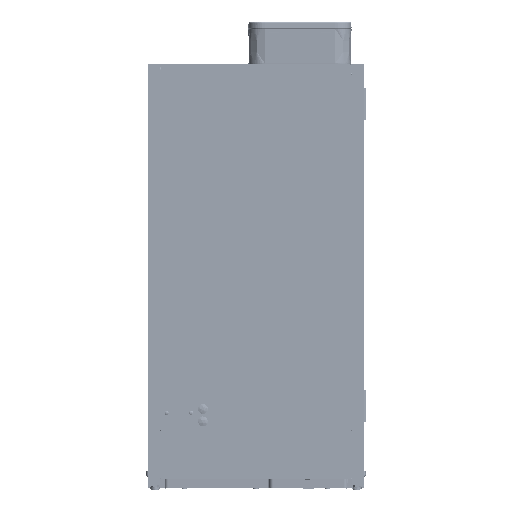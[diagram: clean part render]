
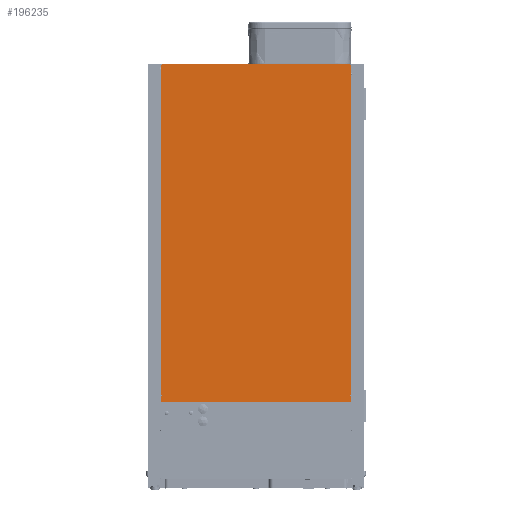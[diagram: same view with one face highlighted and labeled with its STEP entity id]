
A CAD part, front view. The second image highlights one B-rep face of the part: STEP entity #196235.
In plain terms, the highlighted planar face has unit normal (0, -1, 0).
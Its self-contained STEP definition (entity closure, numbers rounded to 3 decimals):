
#5272=CIRCLE('',#207233,0.25);
#5273=CIRCLE('',#207234,0.25);
#10286=B_SPLINE_CURVE_WITH_KNOTS('',3,(#279585,#279586,#279587,#279588,
#279589,#279590,#279591,#279592),.UNSPECIFIED.,.F.,.F.,(4,2,2,4),(29.031,
29.041,29.092,29.108),.UNSPECIFIED.);
#10287=B_SPLINE_CURVE_WITH_KNOTS('',3,(#279616,#279617,#279618,#279619,
#279620,#279621),.UNSPECIFIED.,.F.,.F.,(4,2,4),(0.072,0.086,
0.105),.UNSPECIFIED.);
#16230=FACE_OUTER_BOUND('',#26394,.T.);
#26394=EDGE_LOOP('',(#129551,#129552,#129553,#129554,#129555,#129556,#129557,
#129558,#129559,#129560,#129561,#129562,#129563,#129564,#129565,#129566));
#39694=LINE('',#279583,#58343);
#39695=LINE('',#279594,#58344);
#39696=LINE('',#279596,#58345);
#39697=LINE('',#279600,#58346);
#39698=LINE('',#279602,#58347);
#39699=LINE('',#279604,#58348);
#39700=LINE('',#279606,#58349);
#39701=LINE('',#279608,#58350);
#39702=LINE('',#279612,#58351);
#39703=LINE('',#279614,#58352);
#39704=LINE('',#279623,#58353);
#39705=LINE('',#279624,#58354);
#58343=VECTOR('',#227173,10.);
#58344=VECTOR('',#227174,10.);
#58345=VECTOR('',#227175,10.);
#58346=VECTOR('',#227178,10.);
#58347=VECTOR('',#227179,10.);
#58348=VECTOR('',#227180,10.);
#58349=VECTOR('',#227181,10.);
#58350=VECTOR('',#227182,10.);
#58351=VECTOR('',#227185,10.);
#58352=VECTOR('',#227186,10.);
#58353=VECTOR('',#227187,10.);
#58354=VECTOR('',#227188,10.);
#76955=VERTEX_POINT('',#279581);
#76956=VERTEX_POINT('',#279582);
#76957=VERTEX_POINT('',#279584);
#76958=VERTEX_POINT('',#279593);
#76959=VERTEX_POINT('',#279595);
#76960=VERTEX_POINT('',#279597);
#76961=VERTEX_POINT('',#279599);
#76962=VERTEX_POINT('',#279601);
#76963=VERTEX_POINT('',#279603);
#76964=VERTEX_POINT('',#279605);
#76965=VERTEX_POINT('',#279607);
#76966=VERTEX_POINT('',#279609);
#76967=VERTEX_POINT('',#279611);
#76968=VERTEX_POINT('',#279613);
#76969=VERTEX_POINT('',#279615);
#76970=VERTEX_POINT('',#279622);
#97257=EDGE_CURVE('',#76955,#76956,#39694,.T.);
#97258=EDGE_CURVE('',#76957,#76955,#10286,.T.);
#97259=EDGE_CURVE('',#76958,#76957,#39695,.T.);
#97260=EDGE_CURVE('',#76959,#76958,#39696,.T.);
#97261=EDGE_CURVE('',#76959,#76960,#5272,.T.);
#97262=EDGE_CURVE('',#76960,#76961,#39697,.T.);
#97263=EDGE_CURVE('',#76962,#76961,#39698,.T.);
#97264=EDGE_CURVE('',#76963,#76962,#39699,.T.);
#97265=EDGE_CURVE('',#76963,#76964,#39700,.T.);
#97266=EDGE_CURVE('',#76964,#76965,#39701,.T.);
#97267=EDGE_CURVE('',#76965,#76966,#5273,.T.);
#97268=EDGE_CURVE('',#76966,#76967,#39702,.T.);
#97269=EDGE_CURVE('',#76967,#76968,#39703,.T.);
#97270=EDGE_CURVE('',#76969,#76968,#10287,.T.);
#97271=EDGE_CURVE('',#76970,#76969,#39704,.T.);
#97272=EDGE_CURVE('',#76956,#76970,#39705,.T.);
#129551=ORIENTED_EDGE('',*,*,#97257,.F.);
#129552=ORIENTED_EDGE('',*,*,#97258,.F.);
#129553=ORIENTED_EDGE('',*,*,#97259,.F.);
#129554=ORIENTED_EDGE('',*,*,#97260,.F.);
#129555=ORIENTED_EDGE('',*,*,#97261,.T.);
#129556=ORIENTED_EDGE('',*,*,#97262,.T.);
#129557=ORIENTED_EDGE('',*,*,#97263,.F.);
#129558=ORIENTED_EDGE('',*,*,#97264,.F.);
#129559=ORIENTED_EDGE('',*,*,#97265,.T.);
#129560=ORIENTED_EDGE('',*,*,#97266,.T.);
#129561=ORIENTED_EDGE('',*,*,#97267,.T.);
#129562=ORIENTED_EDGE('',*,*,#97268,.T.);
#129563=ORIENTED_EDGE('',*,*,#97269,.T.);
#129564=ORIENTED_EDGE('',*,*,#97270,.F.);
#129565=ORIENTED_EDGE('',*,*,#97271,.F.);
#129566=ORIENTED_EDGE('',*,*,#97272,.F.);
#180401=PLANE('',#207232);
#196235=ADVANCED_FACE('',(#16230),#180401,.F.);
#207232=AXIS2_PLACEMENT_3D('',#279580,#227171,#227172);
#207233=AXIS2_PLACEMENT_3D('',#279598,#227176,#227177);
#207234=AXIS2_PLACEMENT_3D('',#279610,#227183,#227184);
#227171=DIRECTION('center_axis',(0.,1.,0.));
#227172=DIRECTION('ref_axis',(0.,0.,
1.));
#227173=DIRECTION('',(0.,0.,1.));
#227174=DIRECTION('',(0.,0.,1.));
#227175=DIRECTION('',(-1.,0.,0.));
#227176=DIRECTION('center_axis',(0.,1.,0.));
#227177=DIRECTION('ref_axis',(0.,0.,
1.));
#227178=DIRECTION('',(-1.,0.,0.));
#227179=DIRECTION('',(0.,0.,1.));
#227180=DIRECTION('',(-1.,0.,0.));
#227181=DIRECTION('',(0.,0.,1.));
#227182=DIRECTION('',(-1.,0.,0.));
#227183=DIRECTION('center_axis',(0.,1.,0.));
#227184=DIRECTION('ref_axis',(0.,0.,
1.));
#227185=DIRECTION('',(1.,0.,0.));
#227186=DIRECTION('',(0.,0.,1.));
#227187=DIRECTION('',(0.,0.,-1.));
#227188=DIRECTION('',(1.,0.,0.));
#279580=CARTESIAN_POINT('Origin',(0.,-113.805,
366.9));
#279581=CARTESIAN_POINT('',(-175.1,-113.805,679.6));
#279582=CARTESIAN_POINT('',(-175.1,-113.805,682.1));
#279583=CARTESIAN_POINT('',(-175.1,-113.805,365.975));
#279584=CARTESIAN_POINT('',(-177.6,-113.805,679.732));
#279585=CARTESIAN_POINT('Ctrl Pts',(-177.6,-113.805,
679.732));
#279586=CARTESIAN_POINT('Ctrl Pts',(-177.477,-113.805,
679.72));
#279587=CARTESIAN_POINT('Ctrl Pts',(-177.358,-113.805,
679.71));
#279588=CARTESIAN_POINT('Ctrl Pts',(-176.644,-113.805,
679.65));
#279589=CARTESIAN_POINT('Ctrl Pts',(-176.132,-113.805,
679.619));
#279590=CARTESIAN_POINT('Ctrl Pts',(-175.368,-113.805,
679.601));
#279591=CARTESIAN_POINT('Ctrl Pts',(-175.232,-113.805,
679.6));
#279592=CARTESIAN_POINT('Ctrl Pts',(-175.1,-113.805,
679.6));
#279593=CARTESIAN_POINT('',(-177.6,-113.805,65.5));
#279594=CARTESIAN_POINT('',(-177.6,-113.805,365.975));
#279595=CARTESIAN_POINT('',(-175.1,-113.805,65.5));
#279596=CARTESIAN_POINT('',(-88.8,-113.805,65.5));
#279597=CARTESIAN_POINT('',(-175.1,-113.805,65.));
#279598=CARTESIAN_POINT('Origin',(-175.1,-113.805,65.25));
#279599=CARTESIAN_POINT('',(-177.6,-113.805,65.));
#279600=CARTESIAN_POINT('',(-88.8,-113.805,65.));
#279601=CARTESIAN_POINT('',(-177.6,-113.805,52.5));
#279602=CARTESIAN_POINT('',(-177.6,-113.805,52.5));
#279603=CARTESIAN_POINT('',(177.6,-113.805,52.5));
#279604=CARTESIAN_POINT('',(177.6,-113.805,52.5));
#279605=CARTESIAN_POINT('',(177.6,-113.805,65.));
#279606=CARTESIAN_POINT('',(177.6,-113.805,365.975));
#279607=CARTESIAN_POINT('',(175.1,-113.805,65.));
#279608=CARTESIAN_POINT('',(87.55,-113.805,65.));
#279609=CARTESIAN_POINT('',(175.1,-113.805,65.5));
#279610=CARTESIAN_POINT('Origin',(175.1,-113.805,65.25));
#279611=CARTESIAN_POINT('',(177.6,-113.805,65.5));
#279612=CARTESIAN_POINT('',(88.8,-113.805,65.5));
#279613=CARTESIAN_POINT('',(177.6,-113.805,679.732));
#279614=CARTESIAN_POINT('',(177.6,-113.805,365.975));
#279615=CARTESIAN_POINT('',(175.1,-113.805,679.6));
#279616=CARTESIAN_POINT('Ctrl Pts',(175.1,-113.805,
679.6));
#279617=CARTESIAN_POINT('Ctrl Pts',(175.146,-113.805,
679.6));
#279618=CARTESIAN_POINT('Ctrl Pts',(175.45,-113.805,
679.6));
#279619=CARTESIAN_POINT('Ctrl Pts',(176.458,-113.805,
679.635));
#279620=CARTESIAN_POINT('Ctrl Pts',(176.998,-113.805,
679.677));
#279621=CARTESIAN_POINT('Ctrl Pts',(177.6,-113.805,
679.732));
#279622=CARTESIAN_POINT('',(175.1,-113.805,682.1));
#279623=CARTESIAN_POINT('',(175.1,-113.805,524.1));
#279624=CARTESIAN_POINT('',(0.,-113.805,682.1));
